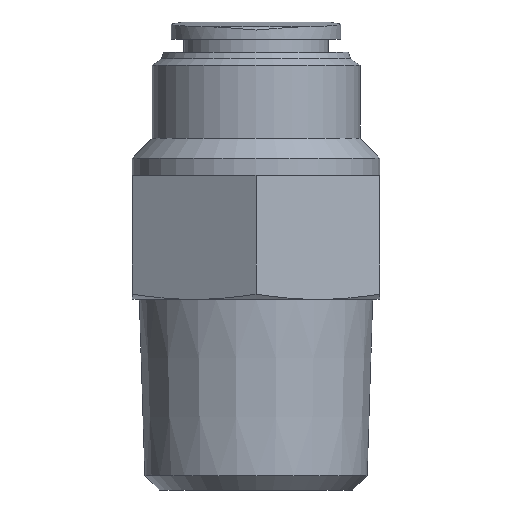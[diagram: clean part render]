
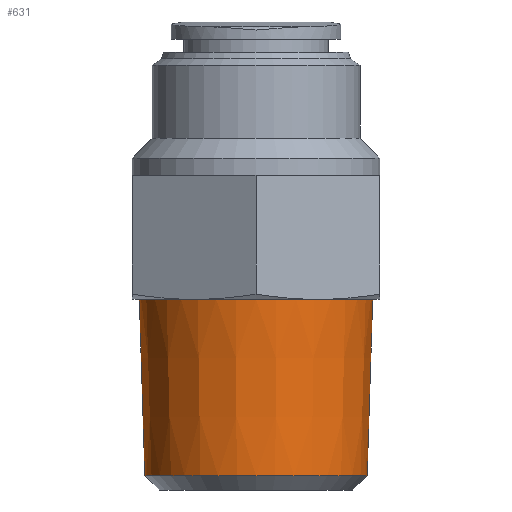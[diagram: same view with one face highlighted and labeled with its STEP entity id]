
A CAD part, front view. The second image highlights one B-rep face of the part: STEP entity #631.
In plain terms, the highlighted conical face has half-angle 1.788 degrees and reference radius 6.412 mm.
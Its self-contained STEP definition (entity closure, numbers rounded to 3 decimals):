
#55=CONICAL_SURFACE('',#714,6.412,0.031);
#221=ORIENTED_EDGE('',*,*,#328,.T.);
#222=ORIENTED_EDGE('',*,*,#332,.T.);
#328=EDGE_CURVE('',#392,#392,#434,.F.);
#332=EDGE_CURVE('',#395,#395,#438,.T.);
#392=VERTEX_POINT('',#1077);
#395=VERTEX_POINT('',#1087);
#434=CIRCLE('',#706,6.73);
#438=CIRCLE('',#713,6.412);
#489=EDGE_LOOP('',(#221));
#490=EDGE_LOOP('',(#222));
#555=FACE_BOUND('',#489,.T.);
#556=FACE_BOUND('',#490,.T.);
#631=ADVANCED_FACE('',(#555,#556),#55,.T.);
#706=AXIS2_PLACEMENT_3D('',#1076,#854,#855);
#713=AXIS2_PLACEMENT_3D('',#1086,#868,#869);
#714=AXIS2_PLACEMENT_3D('',#1088,#870,#871);
#854=DIRECTION('',(0.,0.,1.));
#855=DIRECTION('',(1.,0.,0.));
#868=DIRECTION('',(0.,0.,1.));
#869=DIRECTION('',(1.,0.,0.));
#870=DIRECTION('',(0.,0.,1.));
#871=DIRECTION('',(1.,0.,0.));
#1076=CARTESIAN_POINT('',(0.,0.,11.));
#1077=CARTESIAN_POINT('',(6.73,0.,11.));
#1086=CARTESIAN_POINT('',(0.,0.,0.821));
#1087=CARTESIAN_POINT('',(6.412,0.,0.821));
#1088=CARTESIAN_POINT('',(0.,0.,0.821));
